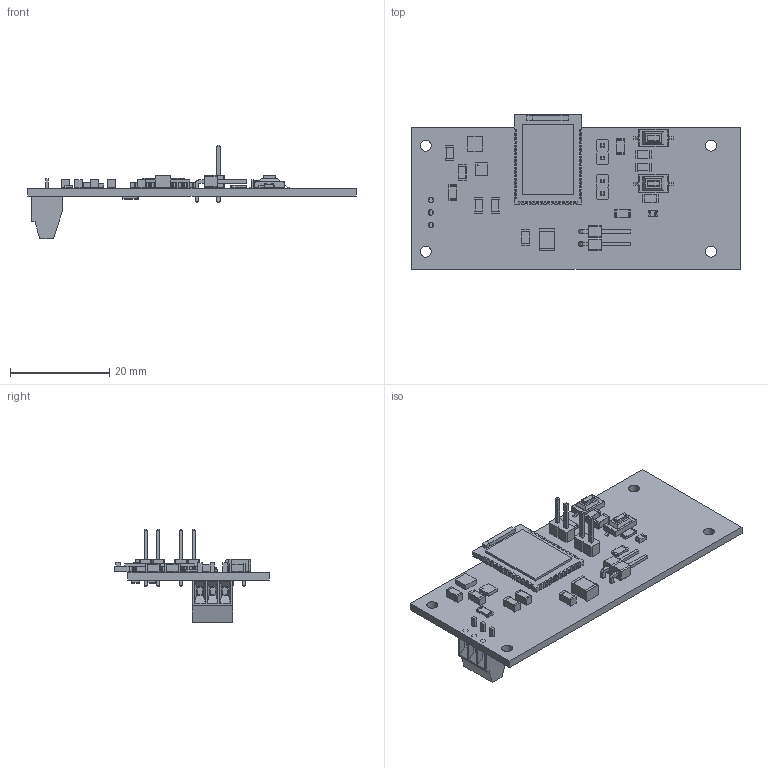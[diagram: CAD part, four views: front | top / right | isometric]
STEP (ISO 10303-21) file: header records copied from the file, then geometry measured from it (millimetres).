
FILE_DESCRIPTION(('KiCad electronic assembly'),'2;1');
FILE_NAME('nRF52811_DHT.step','2021-03-08T16:08:38',('An Author'),( 'A Company'),'Open CASCADE STEP processor 6.9', 'KiCad to STEP converter','Unknown');
FILE_SCHEMA(('AUTOMOTIVE_DESIGN { 1 0 10303 214 1 1 1 1 }'));
Length unit declared in the file: millimetre
Products named in the file (24): Open CASCADE STEP translator 6.9 1; holyiot_18010_nRF52840; COMPOUND; TerminalBlock_Phoenix_MPT-0,5-3-2.54_1x03_P2.54mm_Horizontal; SOLID; R_1206_3216Metric; C_1206_3216Metric; Sensirion_-_SHT21; Bosch_LGA-8_2.5x2.5mm_P0.65mm_ClockwisePinNumbering; SW_SPST_CK_RS282G05A3; PinHeader_1x02_P2.54mm_Vertical; PinHeader_1x02_P2.54mm_Horizontal; D_0805_2012Metric; C_1812_4532Metric
Assembly tree (36 placements, depth 3):
  Open CASCADE STEP translator 6.9 1
    holyiot_18010_nRF52840
      COMPOUND
    TerminalBlock_Phoenix_MPT-0,5-3-2.54_1x03_P2.54mm_Horizontal
      SOLID
    R_1206_3216Metric  x6
      SOLID
    C_1206_3216Metric  x7
      SOLID
    Sensirion_-_SHT21
      COMPOUND
    Bosch_LGA-8_2.5x2.5mm_P0.65mm_ClockwisePinNumbering
      SOLID
    SW_SPST_CK_RS282G05A3  x2
      SOLID
    PinHeader_1x02_P2.54mm_Vertical  x2
      SOLID
    PinHeader_1x02_P2.54mm_Horizontal
      SOLID
    D_0805_2012Metric
      SOLID
    C_1812_4532Metric
      SOLID
    COMPOUND
Bounding box: 66.04 x 31.13 x 18.74 mm (x, y, z)
Volume: 3922.6 mm3; surface area: 6775.3 mm2
Topology: 64 solids, 64 shells, 1460 faces, 3656 edges, 2400 vertices
Faces by surface type: plane 1208, cylinder 240, bspline 12
Full cylindrical faces by diameter (mm): 0.2 x5, 1 x6, 1.1 x6, 2 x3, 2.2 x7
Entity records: 68646 total; most frequent: CARTESIAN_POINT 13542, DIRECTION 9473, LINE 6760, VECTOR 6760, ORIENTED_EDGE 4964, PCURVE 4964, DEFINITIONAL_REPRESENTATION 4964, EDGE_CURVE 2482
